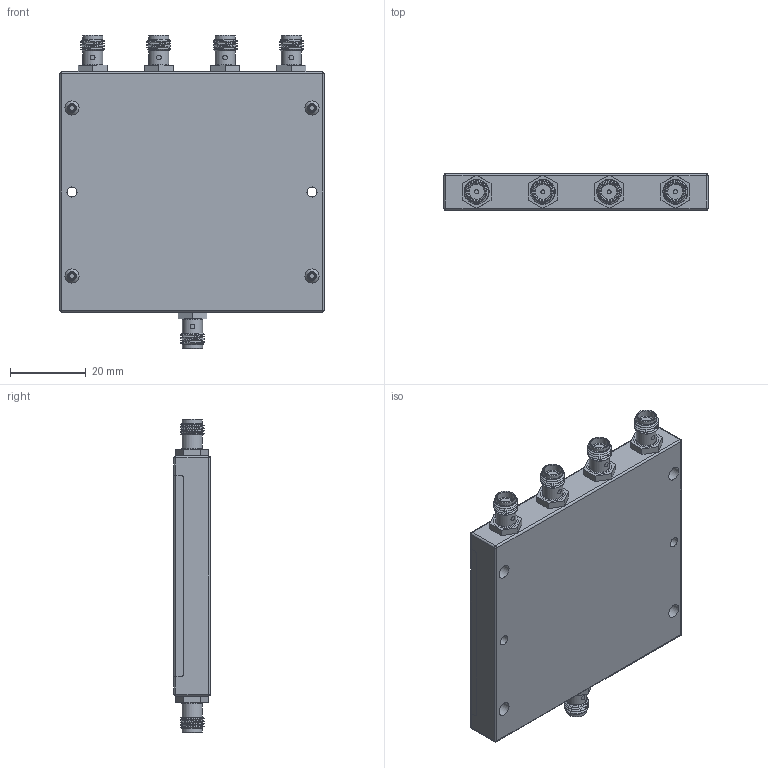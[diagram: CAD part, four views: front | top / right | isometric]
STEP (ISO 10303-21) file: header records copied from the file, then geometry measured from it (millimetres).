
FILE_DESCRIPTION (( 'STEP AP203' ), '1' );
FILE_NAME ('PE2012_3D.step', '2021-08-24T18:03:18', ( '' ), ( '' ), 'SwSTEP 2.0', 'SolidWorks 2021', '' );
FILE_SCHEMA (( 'CONFIG_CONTROL_DESIGN' ));
Length unit declared in the file: inch
Products named in the file (1): PE2012_3D
Bounding box: 69.85 x 9.7 x 82.8 mm (x, y, z)
Volume: 43545.9 mm3; surface area: 23405.4 mm2
Topology: 7 solids, 7 shells, 669 faces, 1741 edges, 1146 vertices
Faces by surface type: plane 357, bspline 128, cylinder 114, cone 57, sphere 8, torus 5
Full cylindrical faces by diameter (mm): 1.016 x5, 2.667 x4, 3.734 x8, 4.521 x5, 5.334 x10
Entity records: 33817 total; most frequent: CARTESIAN_POINT 19150, ORIENTED_EDGE 3278, DIRECTION 2411, EDGE_CURVE 1639, VERTEX_POINT 1120, VECTOR 909, LINE 909, EDGE_LOOP 821
